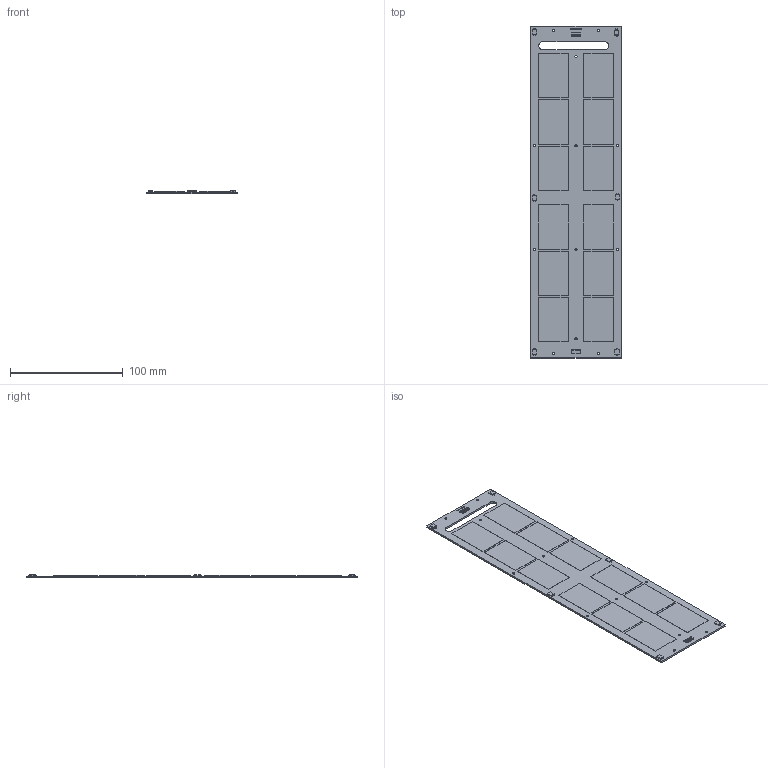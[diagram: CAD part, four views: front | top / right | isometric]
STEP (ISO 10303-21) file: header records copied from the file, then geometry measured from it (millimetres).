
FILE_DESCRIPTION(('FreeCAD Model'),'2;1');
FILE_NAME('cubesat-panel1.step', '2018-03-03T19:49:21',('kicad StepUp'),('ksu MCAD'), 'Open CASCADE STEP processor 6.8','FreeCAD','Unknown');
FILE_SCHEMA(('AUTOMOTIVE_DESIGN_CC2 { 1 2 10303 214 -1 1 5 4 }'));
Length unit declared in the file: millimetre
Products named in the file (21): Pcb; SFH_2430_; 5034801400_sp_; 5034801400_sp_001; SFH_2430_001; SFH_2430_002; SFH_2430_003; Cube_; Cube_001; Cube_002; Cube_003; SFH_2430_004; SFH_2430_005; Cube_004; Cube_005; Cube_006; Cube_007; Cube_008; Cube_009; Cube_010; Cube_011
Bounding box: 80 x 294 x 3.49 mm (x, y, z)
Volume: 39473.2 mm3; surface area: 72965.8 mm2
Topology: 21 solids, 21 shells, 1822 faces, 4886 edges, 3196 vertices
Faces by surface type: plane 1618, cylinder 168, bspline 36
Full cylindrical faces by diameter (mm): 2 x12
Entity records: 57236 total; most frequent: CARTESIAN_POINT 10969, ORIENTED_EDGE 9772, DIRECTION 8772, EDGE_CURVE 4886, LINE 4422, VECTOR 4422, VERTEX_POINT 3196, AXIS2_PLACEMENT_3D 2175
